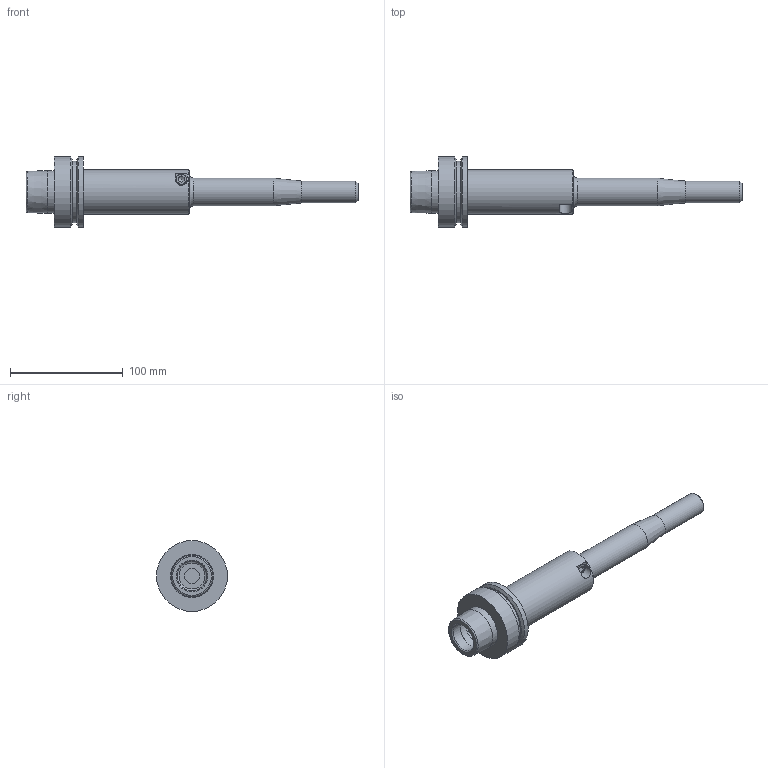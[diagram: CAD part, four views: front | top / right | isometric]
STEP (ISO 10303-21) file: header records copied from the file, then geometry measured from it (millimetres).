
FILE_DESCRIPTION(/* description */ (''),/* implementation_level */ '2;1');
FILE_NAME(/* name */ 'T807930.stp',/* time_stamp */ '2016-06-27T15:55:11+02:00',/* author */ ('PF'),/* organization */ (''),/* preprocessor_version */ 'ST-DEVELOPER v15.2',/* originating_system */ 'Autodesk Inventor 2014',/* authorisation */ '');
FILE_SCHEMA (('AUTOMOTIVE_DESIGN { 1 0 10303 214 3 1 1 }'));
Length unit declared in the file: millimetre
Products named in the file (1): T807930
Bounding box: 295 x 63 x 63 mm (x, y, z)
Volume: 254551.9 mm3; surface area: 42541.6 mm2
Topology: 1 solids, 1 shells, 62 faces, 132 edges, 82 vertices
Faces by surface type: plane 21, cylinder 19, cone 12, torus 6, bspline 4
Full cylindrical faces by diameter (mm): 12 x5, 12.4 x1, 13.376 x1, 19.5 x1, 24.5 x1, 26 x2, 32 x1, 38.009 x1, 40 x1, 55 x1, 63 x2
Entity records: 2787 total; most frequent: CARTESIAN_POINT 1663, DIRECTION 220, ORIENTED_EDGE 162, AXIS2_PLACEMENT_3D 100, EDGE_LOOP 98, EDGE_CURVE 81, VERTEX_POINT 67, STYLED_ITEM 57
